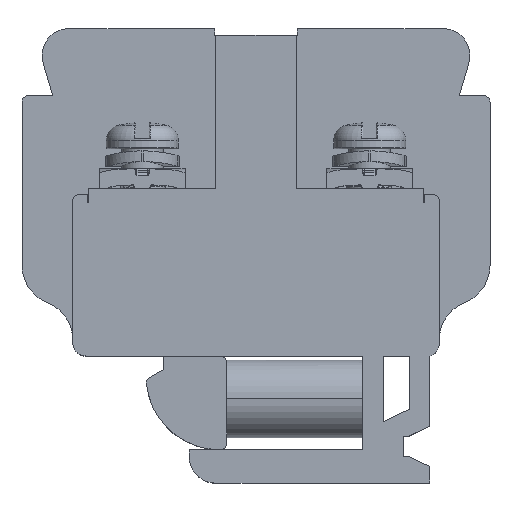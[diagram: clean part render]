
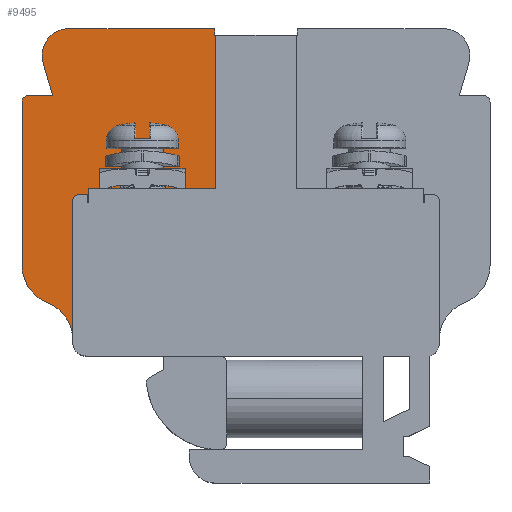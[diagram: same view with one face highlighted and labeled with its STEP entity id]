
A CAD part, top view. The second image highlights one B-rep face of the part: STEP entity #9495.
In plain terms, the highlighted planar face has unit normal (0, 0, 1).
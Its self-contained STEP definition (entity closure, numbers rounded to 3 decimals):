
#1013=CARTESIAN_POINT('',(-13.2,-11.2,1.5));
#1014=DIRECTION('',(0.,0.,1.));
#1015=DIRECTION('',(0.,1.,0.));
#1016=AXIS2_PLACEMENT_3D('',#1013,#1014,#1015);
#1018=DIRECTION('',(0.,-1.,0.));
#1019=VECTOR('',#1018,10.382);
#1020=CARTESIAN_POINT('',(-13.7,-11.2,1.5));
#1021=LINE('',#1020,#1019);
#1022=CARTESIAN_POINT('',(-16.7,-21.582,1.5));
#1023=DIRECTION('',(0.,0.,-1.));
#1024=DIRECTION('',(0.367,0.93,0.));
#1025=AXIS2_PLACEMENT_3D('',#1022,#1023,#1024);
#1027=CARTESIAN_POINT('',(-14.5,-16.,1.5));
#1028=DIRECTION('',(0.,0.,1.));
#1029=DIRECTION('',(-1.,0.,0.));
#1030=AXIS2_PLACEMENT_3D('',#1027,#1028,#1029);
#1032=DIRECTION('',(0.,-1.,0.));
#1033=VECTOR('',#1032,12.2);
#1034=CARTESIAN_POINT('',(-17.5,-3.8,1.5));
#1035=LINE('',#1034,#1033);
#1036=CARTESIAN_POINT('',(-17.,-3.8,1.5));
#1037=DIRECTION('',(0.,0.,1.));
#1038=DIRECTION('',(0.,1.,0.));
#1039=AXIS2_PLACEMENT_3D('',#1036,#1037,#1038);
#1041=DIRECTION('',(-1.,0.,0.));
#1042=VECTOR('',#1041,1.8);
#1043=CARTESIAN_POINT('',(-15.2,-3.3,1.5));
#1044=LINE('',#1043,#1042);
#1045=DIRECTION('',(0.283,-0.959,0.));
#1046=VECTOR('',#1045,2.538);
#1047=CARTESIAN_POINT('',(-15.918,-0.866,1.5));
#1048=LINE('',#1047,#1046);
#1049=CARTESIAN_POINT('',(-14.,-0.3,1.5));
#1050=DIRECTION('',(0.,0.,1.));
#1051=DIRECTION('',(0.,1.,0.));
#1052=AXIS2_PLACEMENT_3D('',#1049,#1050,#1051);
#1054=DIRECTION('',(-1.,0.,0.));
#1055=VECTOR('',#1054,10.9);
#1056=CARTESIAN_POINT('',(-3.1,1.7,1.5));
#1057=LINE('',#1056,#1055);
#1058=DIRECTION('',(0.,1.,0.));
#1059=VECTOR('',#1058,0.5);
#1060=CARTESIAN_POINT('',(-3.1,1.2,1.5));
#1061=LINE('',#1060,#1059);
#1062=DIRECTION('',(-1.,0.,0.));
#1063=VECTOR('',#1062,0.1);
#1064=CARTESIAN_POINT('',(-3.,1.2,1.5));
#1065=LINE('',#1064,#1063);
#1066=DIRECTION('',(0.,-1.,0.));
#1067=VECTOR('',#1066,11.5);
#1068=CARTESIAN_POINT('',(-3.,1.2,1.5));
#1069=LINE('',#1068,#1067);
#1070=DIRECTION('',(-1.,0.,0.));
#1071=VECTOR('',#1070,9.5);
#1072=CARTESIAN_POINT('',(-3.,-10.3,1.5));
#1073=LINE('',#1072,#1071);
#1074=DIRECTION('',(0.,-1.,0.));
#1075=VECTOR('',#1074,1.);
#1076=CARTESIAN_POINT('',(-12.5,-10.3,1.5));
#1077=LINE('',#1076,#1075);
#1078=DIRECTION('',(-1.,0.,0.));
#1079=VECTOR('',#1078,0.1);
#1080=CARTESIAN_POINT('',(-12.5,-11.3,1.5));
#1081=LINE('',#1080,#1079);
#1082=DIRECTION('',(0.,1.,0.));
#1083=VECTOR('',#1082,0.6);
#1084=CARTESIAN_POINT('',(-12.6,-11.3,1.5));
#1085=LINE('',#1084,#1083);
#1086=DIRECTION('',(-1.,0.,0.));
#1087=VECTOR('',#1086,0.6);
#1088=CARTESIAN_POINT('',(-12.6,-10.7,1.5));
#1089=LINE('',#1088,#1087);
#7125=CARTESIAN_POINT('',(-14.,1.7,1.5));
#7126=CARTESIAN_POINT('',(-15.918,-0.866,1.5));
#7127=VERTEX_POINT('',#7125);
#7128=VERTEX_POINT('',#7126);
#7129=CARTESIAN_POINT('',(-15.2,-3.3,1.5));
#7130=VERTEX_POINT('',#7129);
#7131=CARTESIAN_POINT('',(-17.,-3.3,1.5));
#7132=VERTEX_POINT('',#7131);
#7133=CARTESIAN_POINT('',(-17.5,-3.8,1.5));
#7134=VERTEX_POINT('',#7133);
#7135=CARTESIAN_POINT('',(-17.5,-16.,1.5));
#7136=VERTEX_POINT('',#7135);
#7137=CARTESIAN_POINT('',(-15.6,-18.791,1.5));
#7138=VERTEX_POINT('',#7137);
#7157=CARTESIAN_POINT('',(-3.1,1.2,1.5));
#7158=CARTESIAN_POINT('',(-3.1,1.7,1.5));
#7159=VERTEX_POINT('',#7157);
#7160=VERTEX_POINT('',#7158);
#7173=CARTESIAN_POINT('',(-3.,-10.3,1.5));
#7174=CARTESIAN_POINT('',(-12.5,-10.3,1.5));
#7175=VERTEX_POINT('',#7173);
#7176=VERTEX_POINT('',#7174);
#7183=CARTESIAN_POINT('',(-3.,1.2,1.5));
#7184=VERTEX_POINT('',#7183);
#7207=CARTESIAN_POINT('',(-13.2,-10.7,1.5));
#7208=CARTESIAN_POINT('',(-13.7,-11.2,1.5));
#7209=VERTEX_POINT('',#7207);
#7210=VERTEX_POINT('',#7208);
#7211=CARTESIAN_POINT('',(-13.7,-21.582,1.5));
#7212=VERTEX_POINT('',#7211);
#7225=CARTESIAN_POINT('',(-12.5,-11.3,1.5));
#7226=CARTESIAN_POINT('',(-12.6,-11.3,1.5));
#7227=VERTEX_POINT('',#7225);
#7228=VERTEX_POINT('',#7226);
#7229=CARTESIAN_POINT('',(-12.6,-10.7,1.5));
#7230=VERTEX_POINT('',#7229);
#9452=CARTESIAN_POINT('',(0.,0.,1.5));
#9453=DIRECTION('',(0.,0.,1.));
#9454=DIRECTION('',(1.,0.,0.));
#9455=AXIS2_PLACEMENT_3D('',#9452,#9453,#9454);
#9456=PLANE('',#9455);
#9458=ORIENTED_EDGE('',*,*,#9457,.T.);
#9460=ORIENTED_EDGE('',*,*,#9459,.T.);
#9462=ORIENTED_EDGE('',*,*,#9461,.F.);
#9464=ORIENTED_EDGE('',*,*,#9463,.F.);
#9466=ORIENTED_EDGE('',*,*,#9465,.F.);
#9468=ORIENTED_EDGE('',*,*,#9467,.F.);
#9470=ORIENTED_EDGE('',*,*,#9469,.F.);
#9472=ORIENTED_EDGE('',*,*,#9471,.F.);
#9474=ORIENTED_EDGE('',*,*,#9473,.F.);
#9476=ORIENTED_EDGE('',*,*,#9475,.F.);
#9478=ORIENTED_EDGE('',*,*,#9477,.F.);
#9480=ORIENTED_EDGE('',*,*,#9479,.F.);
#9482=ORIENTED_EDGE('',*,*,#9481,.T.);
#9484=ORIENTED_EDGE('',*,*,#9483,.T.);
#9486=ORIENTED_EDGE('',*,*,#9485,.T.);
#9488=ORIENTED_EDGE('',*,*,#9487,.T.);
#9490=ORIENTED_EDGE('',*,*,#9489,.T.);
#9492=ORIENTED_EDGE('',*,*,#9491,.T.);
#9493=EDGE_LOOP('',(#9458,#9460,#9462,#9464,#9466,#9468,#9470,#9472,#9474,#9476,
#9478,#9480,#9482,#9484,#9486,#9488,#9490,#9492));
#9494=FACE_OUTER_BOUND('',#9493,.F.);
#9495=ADVANCED_FACE('',(#9494),#9456,.T.);
#1017=CIRCLE('',#1016,0.5);
#1026=CIRCLE('',#1025,3.);
#1031=CIRCLE('',#1030,3.);
#1040=CIRCLE('',#1039,0.5);
#1053=CIRCLE('',#1052,2.);
#9457=EDGE_CURVE('',#7209,#7210,#1017,.T.);
#9459=EDGE_CURVE('',#7210,#7212,#1021,.T.);
#9461=EDGE_CURVE('',#7138,#7212,#1026,.T.);
#9463=EDGE_CURVE('',#7136,#7138,#1031,.T.);
#9465=EDGE_CURVE('',#7134,#7136,#1035,.T.);
#9467=EDGE_CURVE('',#7132,#7134,#1040,.T.);
#9469=EDGE_CURVE('',#7130,#7132,#1044,.T.);
#9471=EDGE_CURVE('',#7128,#7130,#1048,.T.);
#9473=EDGE_CURVE('',#7127,#7128,#1053,.T.);
#9475=EDGE_CURVE('',#7160,#7127,#1057,.T.);
#9477=EDGE_CURVE('',#7159,#7160,#1061,.T.);
#9479=EDGE_CURVE('',#7184,#7159,#1065,.T.);
#9481=EDGE_CURVE('',#7184,#7175,#1069,.T.);
#9483=EDGE_CURVE('',#7175,#7176,#1073,.T.);
#9485=EDGE_CURVE('',#7176,#7227,#1077,.T.);
#9487=EDGE_CURVE('',#7227,#7228,#1081,.T.);
#9489=EDGE_CURVE('',#7228,#7230,#1085,.T.);
#9491=EDGE_CURVE('',#7230,#7209,#1089,.T.);
